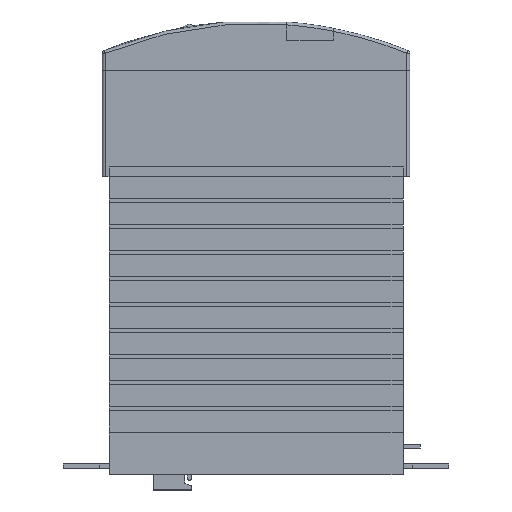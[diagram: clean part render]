
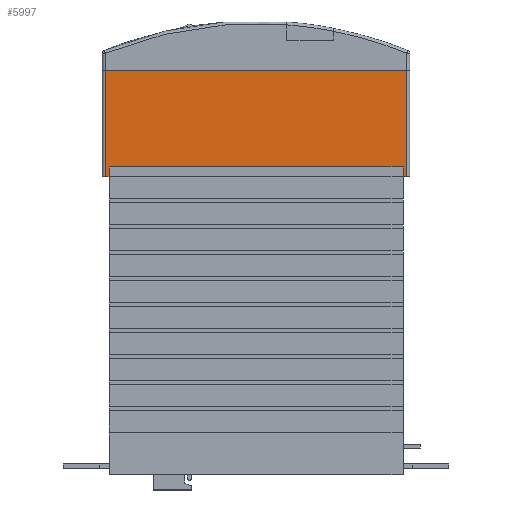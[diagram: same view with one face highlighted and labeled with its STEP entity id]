
A CAD part, top view. The second image highlights one B-rep face of the part: STEP entity #5997.
In plain terms, the highlighted planar face has unit normal (0, 0, 1).
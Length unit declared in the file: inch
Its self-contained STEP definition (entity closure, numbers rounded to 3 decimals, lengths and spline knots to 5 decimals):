
#652 = CARTESIAN_POINT ( 'NONE',  ( -1.525, -1.20024, 0.59 ) ) ;
#734 = VECTOR ( 'NONE', #13572, 39.37008 ) ;
#798 = AXIS2_PLACEMENT_3D ( 'NONE', #10764, #3519, #12005 ) ;
#1041 = EDGE_LOOP ( 'NONE', ( #13148, #15041, #6166, #6482, #3201, #9474, #7021, #3832 ) ) ;
#1455 = CARTESIAN_POINT ( 'NONE',  ( 1.525, -1.20024, 0.59 ) ) ;
#1829 = DIRECTION ( 'NONE',  ( 0., 1., 0. ) ) ;
#1883 = DIRECTION ( 'NONE',  ( -1., 0., 0. ) ) ;
#2572 = LINE ( 'NONE', #10257, #8645 ) ;
#2689 = VERTEX_POINT ( 'NONE', #6603 ) ;
#2836 = VECTOR ( 'NONE', #1829, 39.37008 ) ;
#3046 = DIRECTION ( 'NONE',  ( 1., 0., 0. ) ) ;
#3058 = CARTESIAN_POINT ( 'NONE',  ( -1.564, -1.3, 0.59 ) ) ;
#3062 = EDGE_CURVE ( 'NONE', #13594, #2689, #13322, .T. ) ;
#3080 = CARTESIAN_POINT ( 'NONE',  ( 1.564, -1.3, 0.59 ) ) ;
#3201 = ORIENTED_EDGE ( 'NONE', *, *, #3062, .F. ) ;
#3456 = CARTESIAN_POINT ( 'NONE',  ( 1.525, -1.20024, 0.59 ) ) ;
#3519 = DIRECTION ( 'NONE',  ( 0., 0., 1. ) ) ;
#3764 = CARTESIAN_POINT ( 'NONE',  ( 1.594, -0.2, 0.59 ) ) ;
#3832 = ORIENTED_EDGE ( 'NONE', *, *, #13967, .T. ) ;
#4207 = DIRECTION ( 'NONE',  ( 1., 0., 0. ) ) ;
#4310 = DIRECTION ( 'NONE',  ( 0., -1., 0. ) ) ;
#4718 = VECTOR ( 'NONE', #1883, 39.37008 ) ;
#5253 = VERTEX_POINT ( 'NONE', #5345 ) ;
#5336 = EDGE_CURVE ( 'NONE', #5540, #13022, #12526, .T. ) ;
#5338 = VERTEX_POINT ( 'NONE', #5500 ) ;
#5345 = CARTESIAN_POINT ( 'NONE',  ( -1.564, -1.3, 0.59 ) ) ;
#5500 = CARTESIAN_POINT ( 'NONE',  ( 1.525, -1.3, 0.59 ) ) ;
#5540 = VERTEX_POINT ( 'NONE', #14372 ) ;
#5718 = VERTEX_POINT ( 'NONE', #13580 ) ;
#5958 = LINE ( 'NONE', #7862, #12044 ) ;
#5997 = ADVANCED_FACE ( 'NONE', ( #9036 ), #13194, .T. ) ;
#6166 = ORIENTED_EDGE ( 'NONE', *, *, #11503, .T. ) ;
#6201 = LINE ( 'NONE', #1455, #9013 ) ;
#6482 = ORIENTED_EDGE ( 'NONE', *, *, #11383, .T. ) ;
#6603 = CARTESIAN_POINT ( 'NONE',  ( -1.525, -1.3, 0.59 ) ) ;
#6725 = VECTOR ( 'NONE', #4310, 39.37008 ) ;
#7021 = ORIENTED_EDGE ( 'NONE', *, *, #7454, .F. ) ;
#7363 = EDGE_CURVE ( 'NONE', #13022, #5718, #7522, .T. ) ;
#7385 = CARTESIAN_POINT ( 'NONE',  ( -1.525, -1.20024, 0.59 ) ) ;
#7403 = DIRECTION ( 'NONE',  ( -1., 0., 0. ) ) ;
#7454 = EDGE_CURVE ( 'NONE', #5338, #14720, #6201, .T. ) ;
#7522 = LINE ( 'NONE', #3764, #10752 ) ;
#7862 = CARTESIAN_POINT ( 'NONE',  ( 1.594, -1.3, 0.59 ) ) ;
#7914 = LINE ( 'NONE', #652, #4718 ) ;
#8202 = CARTESIAN_POINT ( 'NONE',  ( -1.525, -1.20024, 0.59 ) ) ;
#8645 = VECTOR ( 'NONE', #4207, 39.37008 ) ;
#9013 = VECTOR ( 'NONE', #9914, 39.37008 ) ;
#9036 = FACE_OUTER_BOUND ( 'NONE', #1041, .T. ) ;
#9474 = ORIENTED_EDGE ( 'NONE', *, *, #10772, .F. ) ;
#9914 = DIRECTION ( 'NONE',  ( 0., 1., 0. ) ) ;
#10257 = CARTESIAN_POINT ( 'NONE',  ( 1.594, -1.3, 0.59 ) ) ;
#10752 = VECTOR ( 'NONE', #7403, 39.37008 ) ;
#10764 = CARTESIAN_POINT ( 'NONE',  ( 1.594, -1.3, 0.59 ) ) ;
#10772 = EDGE_CURVE ( 'NONE', #14720, #13594, #7914, .T. ) ;
#11383 = EDGE_CURVE ( 'NONE', #5253, #2689, #2572, .T. ) ;
#11503 = EDGE_CURVE ( 'NONE', #5718, #5253, #13236, .T. ) ;
#12005 = DIRECTION ( 'NONE',  ( 1., 0., 0. ) ) ;
#12044 = VECTOR ( 'NONE', #3046, 39.37008 ) ;
#12526 = LINE ( 'NONE', #3080, #2836 ) ;
#13022 = VERTEX_POINT ( 'NONE', #14527 ) ;
#13148 = ORIENTED_EDGE ( 'NONE', *, *, #5336, .T. ) ;
#13194 = PLANE ( 'NONE',  #798 ) ;
#13236 = LINE ( 'NONE', #3058, #6725 ) ;
#13322 = LINE ( 'NONE', #7385, #734 ) ;
#13572 = DIRECTION ( 'NONE',  ( 0., -1., 0. ) ) ;
#13580 = CARTESIAN_POINT ( 'NONE',  ( -1.564, -0.2, 0.59 ) ) ;
#13594 = VERTEX_POINT ( 'NONE', #8202 ) ;
#13967 = EDGE_CURVE ( 'NONE', #5338, #5540, #5958, .T. ) ;
#14372 = CARTESIAN_POINT ( 'NONE',  ( 1.564, -1.3, 0.59 ) ) ;
#14527 = CARTESIAN_POINT ( 'NONE',  ( 1.564, -0.2, 0.59 ) ) ;
#14720 = VERTEX_POINT ( 'NONE', #3456 ) ;
#15041 = ORIENTED_EDGE ( 'NONE', *, *, #7363, .T. ) ;
